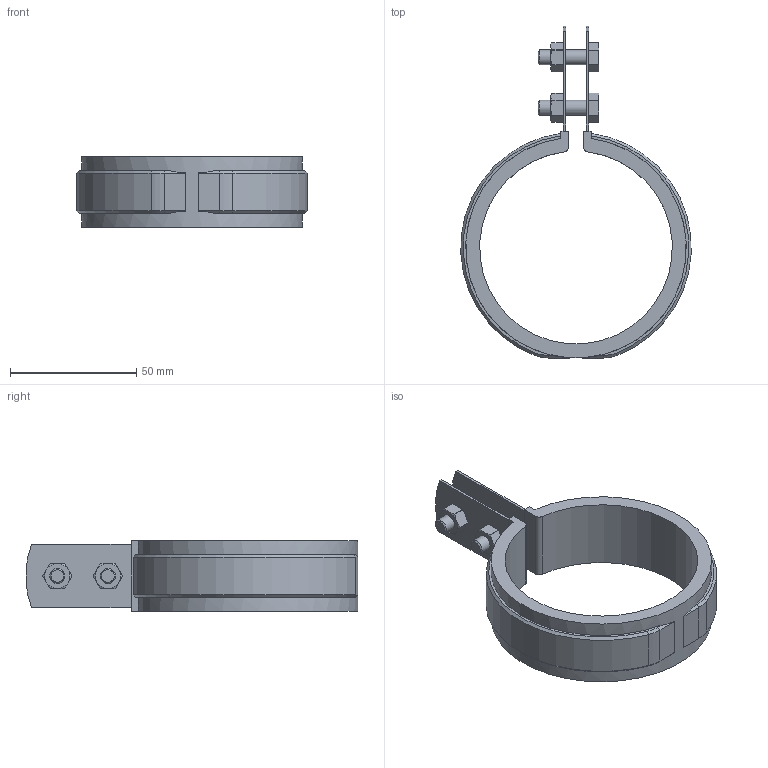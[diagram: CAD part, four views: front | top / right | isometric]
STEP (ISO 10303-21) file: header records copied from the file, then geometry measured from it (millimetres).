
FILE_DESCRIPTION( ( 'STEP AP203' ), '1' );
FILE_NAME( '75SU.step', '2022-07-15T07:07:05', ( ' ' ), ( ' ' ), 'XStep 1.0', ' ', ' ' );
FILE_SCHEMA( ( 'CONFIG_CONTROL_DESIGN' ) );
Length unit declared in the file: millimetre
Products named in the file (6): 1; 2; 3; 4; 5; 6
Bounding box: 91.19 x 131.4 x 28 mm (x, y, z)
Volume: 49314.1 mm3; surface area: 51618.1 mm2
Topology: 6 solids, 6 shells, 190 faces, 512 edges, 336 vertices
Faces by surface type: plane 82, cylinder 50, cone 26, extrusion 14, bspline 12, offset 6
Full cylindrical faces by diameter (mm): 4.917 x2, 6 x2, 7 x4
Entity records: 8728 total; most frequent: CARTESIAN_POINT 3916, ORIENTED_EDGE 984, DIRECTION 854, EDGE_CURVE 492, VERTEX_POINT 330, AXIS2_PLACEMENT_3D 310, VECTOR 234, EDGE_LOOP 224
